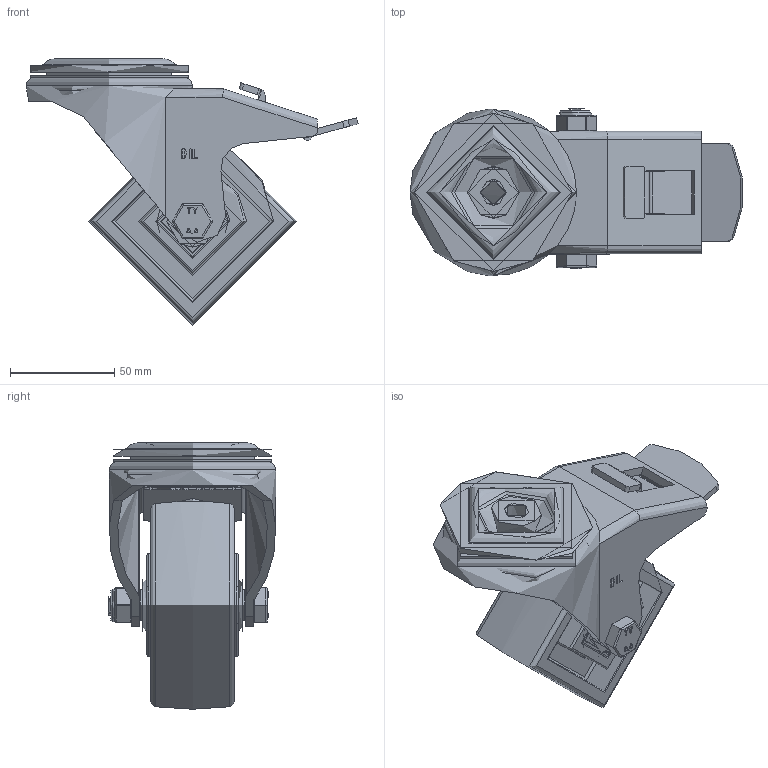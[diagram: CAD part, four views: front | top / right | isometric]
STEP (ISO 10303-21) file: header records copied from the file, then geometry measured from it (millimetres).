
FILE_DESCRIPTION(/* description */ (''),/* implementation_level */ '2;1');
FILE_NAME(/* name */ 'BZH100NYBJBH12SWB.step',/* time_stamp */ '2025-06-11T10:50:57+01:00',/* author */ (''),/* organization */ (''),/* preprocessor_version */ 'ST-DEVELOPER v20.1',/* originating_system */ 'Autodesk Translation Framework v14.10.0.0',/* authorisation */ '');
FILE_SCHEMA (('AUTOMOTIVE_DESIGN { 1 0 10303 214 3 1 1 }'));
Length unit declared in the file: millimetre
Products named in the file (39): BZH100NYBJBH12SWB; BZH100ASBH12SWB v1; ZINC PLATED, PRESSED STEEL TOP PLATE; ZINC PLATED, PRESSED STEEL FORKS; BEARING SEAL; BRAKE PAD; BRAKE PAD Geometry; BRAKE BOLT; ZINC PLATED, PRESSED STEEL BRAKE PEDAL; Solid; BZXH100WNYBJM15 v1; BZXH100WNYBJ; NYLON WHEEL; BEARING6202; BEARING 6202; Pattern; BEARING6202 (1); BEARING 6202 (1); Pattern (1); Component1; METAL; METAL2; MIDDLE; RUBBER; RUBBER2; BSM15XM20; ZINC PLATED, BEARING SPACER; TUBEM15X50 v1; ZINC PLATED AXLE TUBE; WP15X25X2BLK v1; NYLON WASHER; WP15X25X2BLK v1 (1); NYLON WASHER (1); HEXBOLTM10X70Z8.8 v2; GRADE 8.8 THREADED ZINC PLATED BOLT; NYLOCM10Z v1; NYLOC NUT; RUBBER (1); NUT
Assembly tree (58 placements, depth 6):
  BZH100NYBJBH12SWB
    BZH100ASBH12SWB v1
      ZINC PLATED, PRESSED STEEL TOP PLATE
      ZINC PLATED, PRESSED STEEL FORKS
      BEARING SEAL
      BRAKE PAD
        BRAKE PAD Geometry
        BRAKE BOLT
      ZINC PLATED, PRESSED STEEL BRAKE PEDAL
        Solid
    BZXH100WNYBJM15 v1
      BZXH100WNYBJ
        NYLON WHEEL
      BEARING6202
        BEARING 6202
          METAL
          METAL2
          Pattern
            Component1  x8
          MIDDLE
          RUBBER
          RUBBER2
      BEARING6202 (1)
        BEARING 6202 (1)
          Pattern (1)
            Component1  x8
          METAL
          METAL2
          MIDDLE
          RUBBER
          RUBBER2
      BSM15XM20
        ZINC PLATED, BEARING SPACER
    TUBEM15X50 v1
      ZINC PLATED AXLE TUBE
    WP15X25X2BLK v1
      NYLON WASHER
    WP15X25X2BLK v1 (1)
      NYLON WASHER (1)
    HEXBOLTM10X70Z8.8 v2
      GRADE 8.8 THREADED ZINC PLATED BOLT
    NYLOCM10Z v1
      NYLOC NUT
        RUBBER (1)
        NUT
Bounding box: 159.49 x 80.5 x 128 mm (x, y, z)
Volume: 344668.5 mm3; surface area: 142654.1 mm2
Topology: 40 solids, 40 shells, 1237 faces, 3137 edges, 2072 vertices
Faces by surface type: plane 554, bspline 331, cylinder 245, sphere 60, torus 42, cone 5
Full cylindrical faces by diameter (mm): 8 x2, 8.141 x18, 9.85 x19, 10 x3, 10.25 x2, 10.5 x1, 12 x2, 12.1 x1, 15 x3, 15.75 x2, 16 x2, 17 x1, 18 x2, 19.9 x1, 20 x8, 22.5 x4, 23 x4, 25 x3, 26 x1, 30 x9, 30.124 x1, 30.5 x4, 31 x8, 32 x3, 35 x4, 39 x1, 49.5 x2, 58 x1, 60 x2, 72 x1
Entity records: 36285 total; most frequent: CARTESIAN_POINT 14460, ORIENTED_EDGE 4492, DIRECTION 4015, EDGE_CURVE 2246, VERTEX_POINT 1484, AXIS2_PLACEMENT_3D 1478, LINE 1059, VECTOR 1059
